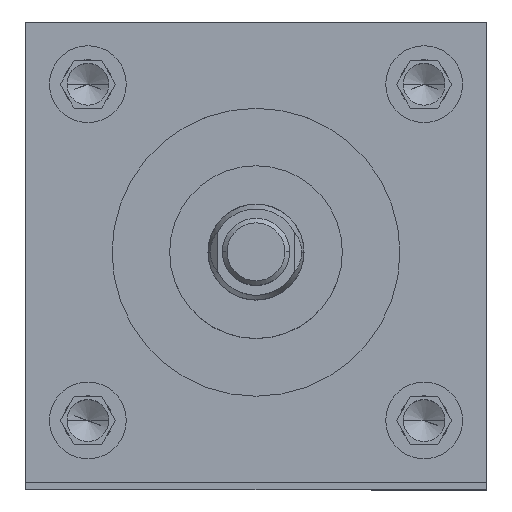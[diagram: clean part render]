
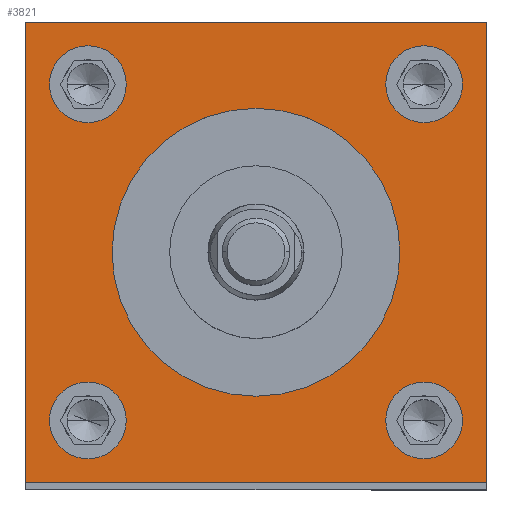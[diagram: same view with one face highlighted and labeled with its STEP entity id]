
A CAD part, top view. The second image highlights one B-rep face of the part: STEP entity #3821.
In plain terms, the highlighted planar face has unit normal (0, 0, 1).
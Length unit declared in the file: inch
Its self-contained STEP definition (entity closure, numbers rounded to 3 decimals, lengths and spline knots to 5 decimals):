
#58 = CIRCLE ( 'NONE', #5874, 0.25 ) ;
#214 = EDGE_CURVE ( 'NONE', #5418, #3511, #272, .T. ) ;
#219 = ORIENTED_EDGE ( 'NONE', *, *, #6070, .F. ) ;
#245 = CARTESIAN_POINT ( 'NONE',  ( 0., 0., 27.75 ) ) ;
#272 = CIRCLE ( 'NONE', #3364, 0.25 ) ;
#297 = FACE_BOUND ( 'NONE', #5876, .T. ) ;
#372 = DIRECTION ( 'NONE',  ( 0., 0., 1. ) ) ;
#409 = DIRECTION ( 'NONE',  ( 0., 0., 1. ) ) ;
#421 = CARTESIAN_POINT ( 'NONE',  ( 0., 0., 27.75 ) ) ;
#446 = VERTEX_POINT ( 'NONE', #916 ) ;
#518 = ORIENTED_EDGE ( 'NONE', *, *, #2385, .T. ) ;
#543 = AXIS2_PLACEMENT_3D ( 'NONE', #1246, #2241, #817 ) ;
#551 = LINE ( 'NONE', #4303, #1122 ) ;
#613 = EDGE_CURVE ( 'NONE', #446, #6162, #4098, .T. ) ;
#626 = DIRECTION ( 'NONE',  ( -1., 0., 0. ) ) ;
#640 = CIRCLE ( 'NONE', #543, 0.25 ) ;
#659 = DIRECTION ( 'NONE',  ( 1., 0., 0. ) ) ;
#661 = CARTESIAN_POINT ( 'NONE',  ( -1.5, 1.5, 27.75 ) ) ;
#675 = DIRECTION ( 'NONE',  ( 1., 0., 0. ) ) ;
#677 = EDGE_CURVE ( 'NONE', #5888, #6112, #3485, .T. ) ;
#690 = PLANE ( 'NONE',  #6167 ) ;
#817 = DIRECTION ( 'NONE',  ( 1., 0., 0. ) ) ;
#846 = DIRECTION ( 'NONE',  ( 1., 0., 0. ) ) ;
#874 = CIRCLE ( 'NONE', #2480, 0.25 ) ;
#900 = EDGE_CURVE ( 'NONE', #2968, #4408, #5205, .T. ) ;
#916 = CARTESIAN_POINT ( 'NONE',  ( -0.845, 1.095, 27.75 ) ) ;
#931 = AXIS2_PLACEMENT_3D ( 'NONE', #421, #5240, #3773 ) ;
#959 = CARTESIAN_POINT ( 'NONE',  ( -1.095, -1.095, 27.75 ) ) ;
#1079 = EDGE_CURVE ( 'NONE', #3511, #5418, #874, .T. ) ;
#1122 = VECTOR ( 'NONE', #2453, 39.37008 ) ;
#1131 = ORIENTED_EDGE ( 'NONE', *, *, #2935, .F. ) ;
#1195 = ORIENTED_EDGE ( 'NONE', *, *, #613, .F. ) ;
#1196 = DIRECTION ( 'NONE',  ( 0., 0., 1. ) ) ;
#1197 = VERTEX_POINT ( 'NONE', #1470 ) ;
#1246 = CARTESIAN_POINT ( 'NONE',  ( -1.095, -1.095, 27.75 ) ) ;
#1265 = FACE_BOUND ( 'NONE', #5649, .T. ) ;
#1362 = CARTESIAN_POINT ( 'NONE',  ( -1.5, -1.5, 27.75 ) ) ;
#1470 = CARTESIAN_POINT ( 'NONE',  ( 1.5, 1.5, 27.75 ) ) ;
#1572 = VERTEX_POINT ( 'NONE', #4469 ) ;
#1613 = CARTESIAN_POINT ( 'NONE',  ( -1.5, 1.5, 27.75 ) ) ;
#1616 = CIRCLE ( 'NONE', #2229, 0.9375 ) ;
#1621 = DIRECTION ( 'NONE',  ( 0., 0., 1. ) ) ;
#1707 = ORIENTED_EDGE ( 'NONE', *, *, #1079, .F. ) ;
#1718 = VECTOR ( 'NONE', #5239, 39.37008 ) ;
#1755 = EDGE_LOOP ( 'NONE', ( #219, #4628 ) ) ;
#1800 = LINE ( 'NONE', #5188, #4769 ) ;
#1920 = EDGE_LOOP ( 'NONE', ( #1707, #2561 ) ) ;
#2100 = CARTESIAN_POINT ( 'NONE',  ( 1.095, -1.095, 27.75 ) ) ;
#2229 = AXIS2_PLACEMENT_3D ( 'NONE', #245, #4078, #5998 ) ;
#2241 = DIRECTION ( 'NONE',  ( 0., 0., 1. ) ) ;
#2276 = DIRECTION ( 'NONE',  ( 1., 0., 0. ) ) ;
#2308 = DIRECTION ( 'NONE',  ( 1., 0., 0. ) ) ;
#2357 = ORIENTED_EDGE ( 'NONE', *, *, #5155, .F. ) ;
#2377 = VERTEX_POINT ( 'NONE', #4836 ) ;
#2385 = EDGE_CURVE ( 'NONE', #4023, #1572, #551, .T. ) ;
#2453 = DIRECTION ( 'NONE',  ( 1., 0., 0. ) ) ;
#2480 = AXIS2_PLACEMENT_3D ( 'NONE', #4717, #409, #2308 ) ;
#2561 = ORIENTED_EDGE ( 'NONE', *, *, #214, .F. ) ;
#2598 = FACE_BOUND ( 'NONE', #1920, .T. ) ;
#2816 = DIRECTION ( 'NONE',  ( 0., 0., 1. ) ) ;
#2869 = AXIS2_PLACEMENT_3D ( 'NONE', #4710, #372, #2276 ) ;
#2935 = EDGE_CURVE ( 'NONE', #6162, #446, #58, .T. ) ;
#2968 = VERTEX_POINT ( 'NONE', #4686 ) ;
#3049 = DIRECTION ( 'NONE',  ( 0., 0., 1. ) ) ;
#3090 = ORIENTED_EDGE ( 'NONE', *, *, #900, .F. ) ;
#3166 = CARTESIAN_POINT ( 'NONE',  ( 1.095, 1.095, 27.75 ) ) ;
#3227 = FACE_BOUND ( 'NONE', #1755, .T. ) ;
#3256 = CARTESIAN_POINT ( 'NONE',  ( -1.345, 1.095, 27.75 ) ) ;
#3280 = ORIENTED_EDGE ( 'NONE', *, *, #6169, .T. ) ;
#3356 = DIRECTION ( 'NONE',  ( 0., 1., 0. ) ) ;
#3362 = CARTESIAN_POINT ( 'NONE',  ( 1.345, -1.095, 27.75 ) ) ;
#3364 = AXIS2_PLACEMENT_3D ( 'NONE', #2100, #1621, #4069 ) ;
#3416 = CARTESIAN_POINT ( 'NONE',  ( 0.9375, 0., 27.75 ) ) ;
#3455 = VECTOR ( 'NONE', #626, 39.37008 ) ;
#3485 = CIRCLE ( 'NONE', #2869, 0.25 ) ;
#3511 = VERTEX_POINT ( 'NONE', #3362 ) ;
#3531 = CARTESIAN_POINT ( 'NONE',  ( -1.095, 1.095, 27.75 ) ) ;
#3552 = AXIS2_PLACEMENT_3D ( 'NONE', #3166, #1196, #5100 ) ;
#3581 = CARTESIAN_POINT ( 'NONE',  ( -1.5, 1.5, 27.75 ) ) ;
#3650 = CIRCLE ( 'NONE', #931, 0.9375 ) ;
#3773 = DIRECTION ( 'NONE',  ( 1., 0., 0. ) ) ;
#3821 = ADVANCED_FACE ( 'NONE', ( #2598, #3227, #5102, #297, #1265, #5131 ), #690, .F. ) ;
#3906 = EDGE_CURVE ( 'NONE', #4116, #2377, #3650, .T. ) ;
#3962 = DIRECTION ( 'NONE',  ( 0., 0., 1. ) ) ;
#4023 = VERTEX_POINT ( 'NONE', #5836 ) ;
#4069 = DIRECTION ( 'NONE',  ( 1., 0., 0. ) ) ;
#4078 = DIRECTION ( 'NONE',  ( 0., 0., 1. ) ) ;
#4083 = ORIENTED_EDGE ( 'NONE', *, *, #5945, .T. ) ;
#4098 = CIRCLE ( 'NONE', #5012, 0.25 ) ;
#4116 = VERTEX_POINT ( 'NONE', #3416 ) ;
#4241 = ORIENTED_EDGE ( 'NONE', *, *, #4813, .F. ) ;
#4297 = ORIENTED_EDGE ( 'NONE', *, *, #6230, .T. ) ;
#4303 = CARTESIAN_POINT ( 'NONE',  ( -1.5, -1.5, 27.75 ) ) ;
#4408 = VERTEX_POINT ( 'NONE', #5294 ) ;
#4432 = LINE ( 'NONE', #661, #3455 ) ;
#4469 = CARTESIAN_POINT ( 'NONE',  ( 1.5, -1.5, 27.75 ) ) ;
#4512 = CARTESIAN_POINT ( 'NONE',  ( 0.845, -1.095, 27.75 ) ) ;
#4538 = DIRECTION ( 'NONE',  ( 0., 0., -1. ) ) ;
#4628 = ORIENTED_EDGE ( 'NONE', *, *, #677, .F. ) ;
#4686 = CARTESIAN_POINT ( 'NONE',  ( -1.345, -1.095, 27.75 ) ) ;
#4710 = CARTESIAN_POINT ( 'NONE',  ( 1.095, 1.095, 27.75 ) ) ;
#4717 = CARTESIAN_POINT ( 'NONE',  ( 1.095, -1.095, 27.75 ) ) ;
#4737 = CARTESIAN_POINT ( 'NONE',  ( -1.095, 1.095, 27.75 ) ) ;
#4769 = VECTOR ( 'NONE', #3356, 39.37008 ) ;
#4813 = EDGE_CURVE ( 'NONE', #2377, #4116, #1616, .T. ) ;
#4836 = CARTESIAN_POINT ( 'NONE',  ( -0.9375, 0., 27.75 ) ) ;
#5012 = AXIS2_PLACEMENT_3D ( 'NONE', #4737, #2816, #846 ) ;
#5013 = ORIENTED_EDGE ( 'NONE', *, *, #3906, .F. ) ;
#5059 = CIRCLE ( 'NONE', #3552, 0.25 ) ;
#5100 = DIRECTION ( 'NONE',  ( 1., 0., 0. ) ) ;
#5102 = FACE_BOUND ( 'NONE', #5834, .T. ) ;
#5131 = FACE_OUTER_BOUND ( 'NONE', #5904, .T. ) ;
#5155 = EDGE_CURVE ( 'NONE', #4408, #2968, #640, .T. ) ;
#5188 = CARTESIAN_POINT ( 'NONE',  ( 1.5, -1.5, 27.75 ) ) ;
#5205 = CIRCLE ( 'NONE', #6221, 0.25 ) ;
#5239 = DIRECTION ( 'NONE',  ( 0., -1., 0. ) ) ;
#5240 = DIRECTION ( 'NONE',  ( 0., 0., 1. ) ) ;
#5294 = CARTESIAN_POINT ( 'NONE',  ( -0.845, -1.095, 27.75 ) ) ;
#5332 = CARTESIAN_POINT ( 'NONE',  ( 0.845, 1.095, 27.75 ) ) ;
#5418 = VERTEX_POINT ( 'NONE', #4512 ) ;
#5498 = CARTESIAN_POINT ( 'NONE',  ( 1.345, 1.095, 27.75 ) ) ;
#5532 = DIRECTION ( 'NONE',  ( -1., 0., 0. ) ) ;
#5649 = EDGE_LOOP ( 'NONE', ( #5013, #4241 ) ) ;
#5834 = EDGE_LOOP ( 'NONE', ( #2357, #3090 ) ) ;
#5836 = CARTESIAN_POINT ( 'NONE',  ( -1.5, -1.5, 27.75 ) ) ;
#5874 = AXIS2_PLACEMENT_3D ( 'NONE', #3531, #3049, #675 ) ;
#5876 = EDGE_LOOP ( 'NONE', ( #1195, #1131 ) ) ;
#5888 = VERTEX_POINT ( 'NONE', #5332 ) ;
#5904 = EDGE_LOOP ( 'NONE', ( #4297, #518, #3280, #4083 ) ) ;
#5945 = EDGE_CURVE ( 'NONE', #1197, #6099, #4432, .T. ) ;
#5998 = DIRECTION ( 'NONE',  ( 1., 0., 0. ) ) ;
#6070 = EDGE_CURVE ( 'NONE', #6112, #5888, #5059, .T. ) ;
#6099 = VERTEX_POINT ( 'NONE', #1613 ) ;
#6112 = VERTEX_POINT ( 'NONE', #5498 ) ;
#6162 = VERTEX_POINT ( 'NONE', #3256 ) ;
#6167 = AXIS2_PLACEMENT_3D ( 'NONE', #3581, #4538, #5532 ) ;
#6169 = EDGE_CURVE ( 'NONE', #1572, #1197, #1800, .T. ) ;
#6206 = LINE ( 'NONE', #1362, #1718 ) ;
#6221 = AXIS2_PLACEMENT_3D ( 'NONE', #959, #3962, #659 ) ;
#6230 = EDGE_CURVE ( 'NONE', #6099, #4023, #6206, .T. ) ;
